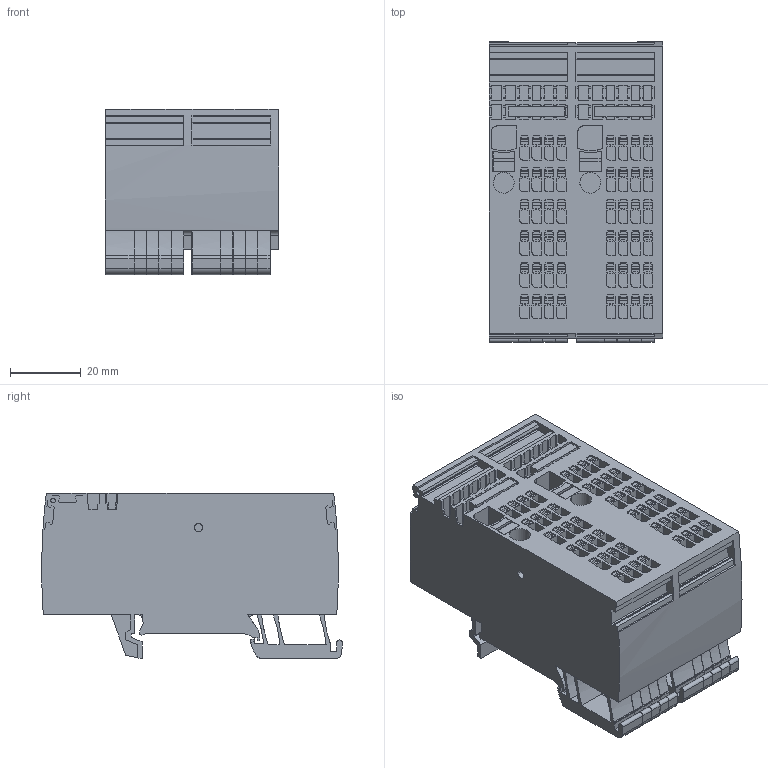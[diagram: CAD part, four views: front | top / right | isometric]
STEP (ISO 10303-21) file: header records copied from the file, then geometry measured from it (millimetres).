
FILE_DESCRIPTION(('CATIA V5 STEP Exchange','CAx-IF Rec.Pracs.--- Model Styling and Organization---1.5--- 2016-08-15','CAx-IF Rec.Pracs.---Supplemental Geometry---1.0---2011-11-01','CAx-IF Rec.Pracs.--- Composite Materials ---1.1---2010-07-15'),'2;1');
FILE_NAME ('443220-1_2', '2025-09-22T06:32:28+00:00', ('none'), ('Weidmueller'), 'CATIA Version 5-6 Release 2024 SP4', 'CATIA V5 STEP AP214 v3', 'none');
FILE_SCHEMA(('AUTOMOTIVE_DESIGN { 1 0 10303 214 1 1 1 1 }'));
Length unit declared in the file: millimetre
Products named in the file (1): 2506370000
Bounding box: 49 x 85.12 x 46.85 mm (x, y, z)
Volume: 141981.5 mm3; surface area: 49243.9 mm2
Topology: 1 solids, 63 shells, 2563 faces, 7970 edges, 5445 vertices
Faces by surface type: plane 2195, cylinder 368
Entity records: 81283 total; most frequent: CARTESIAN_POINT 17764, ORIENTED_EDGE 15940, DIRECTION 8695, EDGE_CURVE 7970, VECTOR 6889, LINE 6889, VERTEX_POINT 5445, EDGE_LOOP 2751
